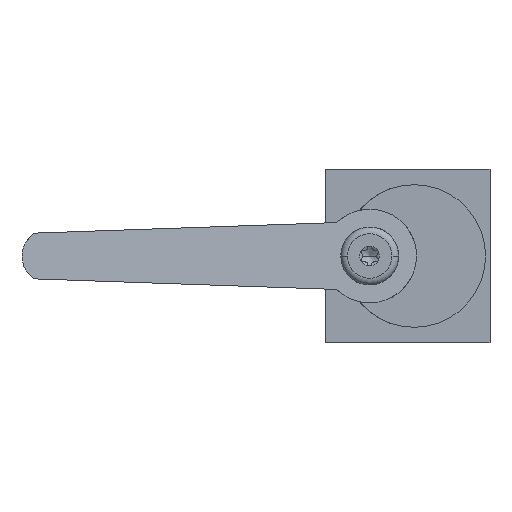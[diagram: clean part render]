
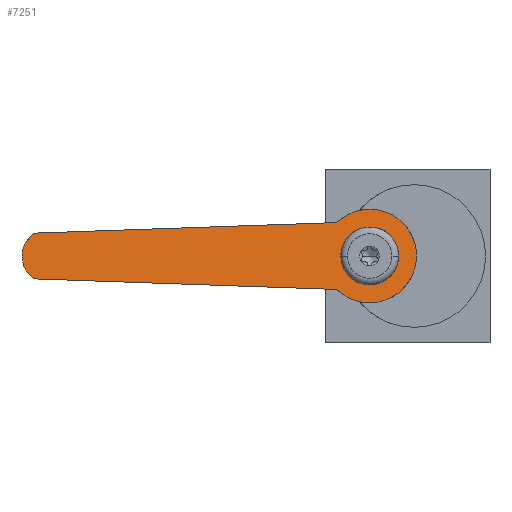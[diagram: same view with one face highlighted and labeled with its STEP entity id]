
A CAD part, left-side view. The second image highlights one B-rep face of the part: STEP entity #7251.
In plain terms, the highlighted planar face has unit normal (-0.966, -0.259, 0).
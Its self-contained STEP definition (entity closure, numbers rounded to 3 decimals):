
#885=CARTESIAN_POINT('',(-53.725,102.107,-24.634));
#886=CARTESIAN_POINT('',(-53.82,102.461,-24.42));
#887=CARTESIAN_POINT('',(-53.968,103.016,-23.992));
#888=CARTESIAN_POINT('',(-54.187,103.831,-23.136));
#889=CARTESIAN_POINT('',(-54.362,104.484,-22.067));
#890=CARTESIAN_POINT('',(-54.476,104.911,-20.783));
#891=CARTESIAN_POINT('',(-54.512,105.046,-19.5));
#892=CARTESIAN_POINT('',(-54.476,104.911,-18.217));
#893=CARTESIAN_POINT('',(-54.362,104.484,-16.933));
#894=CARTESIAN_POINT('',(-54.187,103.831,-15.864));
#895=CARTESIAN_POINT('',(-53.968,103.016,-15.008));
#896=CARTESIAN_POINT('',(-53.82,102.461,-14.58));
#897=CARTESIAN_POINT('',(-53.725,102.107,-14.366));
#899=DIRECTION('',(0.259,-0.965,0.034));
#900=VECTOR('',#899,70.189);
#901=CARTESIAN_POINT('',(-53.725,102.107,-14.366));
#902=LINE('',#901,#900);
#903=CARTESIAN_POINT('',(-35.569,34.348,-12.));
#904=CARTESIAN_POINT('',(-35.47,33.98,-11.639));
#905=CARTESIAN_POINT('',(-35.291,33.312,-11.082));
#906=CARTESIAN_POINT('',(-34.968,32.104,-10.28));
#907=CARTESIAN_POINT('',(-34.605,30.749,-9.647));
#908=CARTESIAN_POINT('',(-34.205,29.257,-9.21));
#909=CARTESIAN_POINT('',(-33.706,27.397,-8.939));
#910=CARTESIAN_POINT('',(-33.133,25.259,-9.048));
#911=CARTESIAN_POINT('',(-32.507,22.919,-9.726));
#912=CARTESIAN_POINT('',(-31.937,20.792,-10.913));
#913=CARTESIAN_POINT('',(-31.512,19.209,-12.358));
#914=CARTESIAN_POINT('',(-31.213,18.093,-13.875));
#915=CARTESIAN_POINT('',(-31.015,17.353,-15.248));
#916=CARTESIAN_POINT('',(-30.88,16.849,-16.663));
#917=CARTESIAN_POINT('',(-30.806,16.572,-18.098));
#918=CARTESIAN_POINT('',(-30.786,16.5,-18.975));
#919=CARTESIAN_POINT('',(-30.786,16.5,-19.5));
#921=CARTESIAN_POINT('',(-30.786,16.5,-19.5));
#922=CARTESIAN_POINT('',(-30.786,16.5,-20.025));
#923=CARTESIAN_POINT('',(-30.806,16.572,-20.902));
#924=CARTESIAN_POINT('',(-30.88,16.849,-22.337));
#925=CARTESIAN_POINT('',(-31.015,17.353,-23.752));
#926=CARTESIAN_POINT('',(-31.213,18.093,-25.125));
#927=CARTESIAN_POINT('',(-31.512,19.209,-26.642));
#928=CARTESIAN_POINT('',(-31.937,20.792,-28.087));
#929=CARTESIAN_POINT('',(-32.507,22.919,-29.274));
#930=CARTESIAN_POINT('',(-33.133,25.259,-29.952));
#931=CARTESIAN_POINT('',(-33.706,27.397,-30.061));
#932=CARTESIAN_POINT('',(-34.205,29.257,-29.79));
#933=CARTESIAN_POINT('',(-34.605,30.749,-29.353));
#934=CARTESIAN_POINT('',(-34.968,32.104,-28.72));
#935=CARTESIAN_POINT('',(-35.291,33.312,-27.918));
#936=CARTESIAN_POINT('',(-35.47,33.98,-27.361));
#937=CARTESIAN_POINT('',(-35.569,34.348,-27.));
#939=CARTESIAN_POINT('',(-35.,32.225,-23.366));
#940=CARTESIAN_POINT('',(-34.918,31.919,-23.78));
#941=CARTESIAN_POINT('',(-34.713,31.155,-24.609));
#942=CARTESIAN_POINT('',(-34.26,29.465,-25.636));
#943=CARTESIAN_POINT('',(-33.677,27.286,-26.13));
#944=CARTESIAN_POINT('',(-33.042,24.919,-25.812));
#945=CARTESIAN_POINT('',(-32.481,22.826,-24.66));
#946=CARTESIAN_POINT('',(-32.091,21.369,-22.966));
#947=CARTESIAN_POINT('',(-31.924,20.746,-21.442));
#948=CARTESIAN_POINT('',(-31.866,20.531,-20.291));
#949=CARTESIAN_POINT('',(-31.854,20.485,-19.5));
#950=CARTESIAN_POINT('',(-31.866,20.531,-18.709));
#951=CARTESIAN_POINT('',(-31.924,20.746,-17.558));
#952=CARTESIAN_POINT('',(-32.091,21.369,-16.034));
#953=CARTESIAN_POINT('',(-32.481,22.826,-14.34));
#954=CARTESIAN_POINT('',(-33.042,24.919,-13.188));
#955=CARTESIAN_POINT('',(-33.677,27.286,-12.87));
#956=CARTESIAN_POINT('',(-34.26,29.465,-13.364));
#957=CARTESIAN_POINT('',(-34.713,31.155,-14.391));
#958=CARTESIAN_POINT('',(-34.918,31.919,-15.22));
#959=CARTESIAN_POINT('',(-35.,32.225,-15.634));
#961=CARTESIAN_POINT('',(-35.,32.225,-15.634));
#962=CARTESIAN_POINT('',(-35.07,32.485,-15.985));
#963=CARTESIAN_POINT('',(-35.188,32.927,-16.739));
#964=CARTESIAN_POINT('',(-35.305,33.364,-18.081));
#965=CARTESIAN_POINT('',(-35.332,33.463,-19.015));
#966=CARTESIAN_POINT('',(-35.332,33.463,-19.5));
#968=CARTESIAN_POINT('',(-35.332,33.463,-19.5));
#969=CARTESIAN_POINT('',(-35.332,33.463,-19.986));
#970=CARTESIAN_POINT('',(-35.305,33.364,-20.92));
#971=CARTESIAN_POINT('',(-35.188,32.926,-22.261));
#972=CARTESIAN_POINT('',(-35.07,32.485,-23.015));
#973=CARTESIAN_POINT('',(-35.,32.225,-23.366));
#975=DIRECTION('',(0.259,-0.965,-0.034));
#976=VECTOR('',#975,70.189);
#977=CARTESIAN_POINT('',(-53.725,102.107,-24.634));
#978=LINE('',#977,#976);
#4862=CARTESIAN_POINT('',(-53.725,102.107,
-24.634));
#4863=CARTESIAN_POINT('',(-35.569,34.348,-27.));
#4864=VERTEX_POINT('',#4862);
#4865=VERTEX_POINT('',#4863);
#4872=VERTEX_POINT('',#921);
#4873=VERTEX_POINT('',#903);
#4874=CARTESIAN_POINT('',(-53.725,102.107,
-14.366));
#4875=VERTEX_POINT('',#4874);
#4876=VERTEX_POINT('',#939);
#4877=VERTEX_POINT('',#959);
#4878=VERTEX_POINT('',#968);
#7227=CARTESIAN_POINT('',(-42.645,60.756,
-19.5));
#7228=DIRECTION('',(0.966,0.259,0.));
#7229=DIRECTION('',(-0.259,0.966,0.));
#7230=AXIS2_PLACEMENT_3D('',#7227,#7228,#7229);
#7231=PLANE('',#7230);
#7233=ORIENTED_EDGE('',*,*,#7232,.F.);
#7235=ORIENTED_EDGE('',*,*,#7234,.T.);
#7237=ORIENTED_EDGE('',*,*,#7236,.T.);
#7239=ORIENTED_EDGE('',*,*,#7238,.T.);
#7240=ORIENTED_EDGE('',*,*,#7213,.T.);
#7241=EDGE_LOOP('',(#7233,#7235,#7237,#7239,#7240));
#7242=FACE_OUTER_BOUND('',#7241,.F.);
#7244=ORIENTED_EDGE('',*,*,#7243,.T.);
#7246=ORIENTED_EDGE('',*,*,#7245,.T.);
#7248=ORIENTED_EDGE('',*,*,#7247,.T.);
#7249=EDGE_LOOP('',(#7244,#7246,#7248));
#7250=FACE_BOUND('',#7249,.F.);
#7251=ADVANCED_FACE('',(#7242,#7250),#7231,.F.);
#898=B_SPLINE_CURVE_WITH_KNOTS('',3,(#885,#886,#887,#888,#889,#890,#891,#892,
#893,#894,#895,#896,#897),.UNSPECIFIED.,.F.,.F.,(4,1,1,1,1,1,1,1,1,1,4),(0.,
0.063,0.125,0.25,0.375,0.5,0.625,0.75,0.875,0.938,1.),
.UNSPECIFIED.);
#920=B_SPLINE_CURVE_WITH_KNOTS('',3,(#903,#904,#905,#906,#907,#908,#909,#910,
#911,#912,#913,#914,#915,#916,#917,#918,#919),.UNSPECIFIED.,.F.,.F.,(4,1,1,1,1,
1,1,1,1,1,1,1,1,1,4),(0.,0.031,0.063,0.125,0.188,0.25,0.375,
0.5,0.625,0.75,0.813,0.875,0.938,0.969,1.),.UNSPECIFIED.);
#938=B_SPLINE_CURVE_WITH_KNOTS('',3,(#921,#922,#923,#924,#925,#926,#927,#928,
#929,#930,#931,#932,#933,#934,#935,#936,#937),.UNSPECIFIED.,.F.,.F.,(4,1,1,1,1,
1,1,1,1,1,1,1,1,1,4),(0.,0.031,0.063,0.125,0.188,0.25,0.375,
0.5,0.625,0.75,0.813,0.875,0.938,0.969,1.),.UNSPECIFIED.);
#960=B_SPLINE_CURVE_WITH_KNOTS('',3,(#939,#940,#941,#942,#943,#944,#945,#946,
#947,#948,#949,#950,#951,#952,#953,#954,#955,#956,#957,#958,#959),.UNSPECIFIED.,
.F.,.F.,(4,1,1,1,1,1,1,1,1,1,1,1,1,1,1,1,1,1,4),(0.,0.063,0.125,0.188,
0.25,0.313,0.375,0.438,0.469,0.5,0.531,0.563,0.625,
0.688,0.75,0.813,0.875,0.938,1.),.UNSPECIFIED.);
#967=B_SPLINE_CURVE_WITH_KNOTS('',3,(#961,#962,#963,#964,#965,#966),
.UNSPECIFIED.,.F.,.F.,(4,1,1,4),(0.,0.333,0.667,1.),
.UNSPECIFIED.);
#974=B_SPLINE_CURVE_WITH_KNOTS('',3,(#968,#969,#970,#971,#972,#973),
.UNSPECIFIED.,.F.,.F.,(4,1,1,4),(0.,0.333,0.667,1.),
.UNSPECIFIED.);
#7213=EDGE_CURVE('',#4872,#4865,#938,.T.);
#7232=EDGE_CURVE('',#4864,#4865,#978,.T.);
#7234=EDGE_CURVE('',#4864,#4875,#898,.T.);
#7236=EDGE_CURVE('',#4875,#4873,#902,.T.);
#7238=EDGE_CURVE('',#4873,#4872,#920,.T.);
#7243=EDGE_CURVE('',#4876,#4877,#960,.T.);
#7245=EDGE_CURVE('',#4877,#4878,#967,.T.);
#7247=EDGE_CURVE('',#4878,#4876,#974,.T.);
